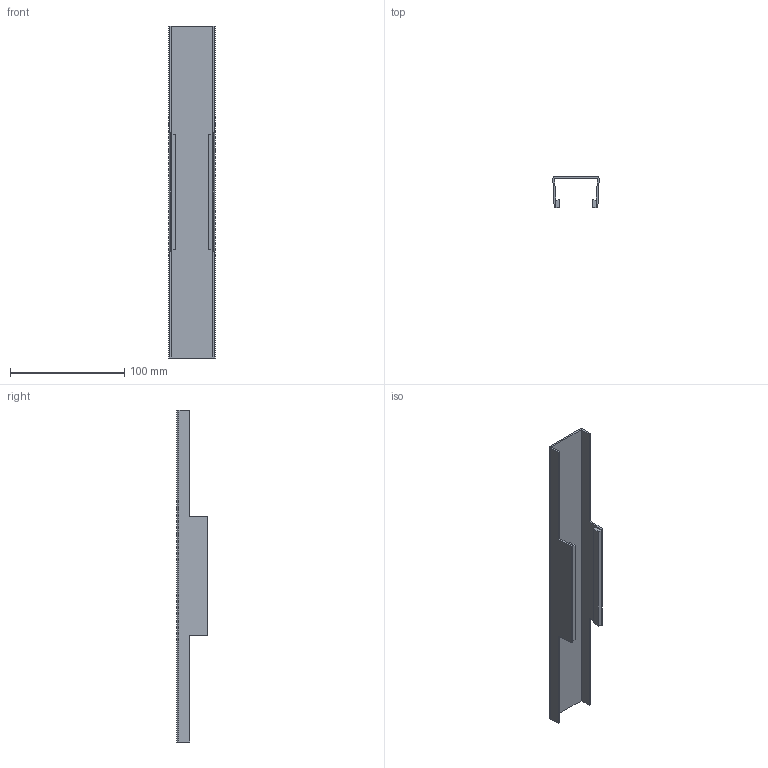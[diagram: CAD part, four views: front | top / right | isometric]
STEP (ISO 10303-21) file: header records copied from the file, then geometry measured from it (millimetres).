
FILE_DESCRIPTION((''),'2;1');
FILE_NAME('215034_ASM','2019-11-11T07:25:45',('pdmadmin'),('BANNER ENGINEERING'),'CREO PARAMETRIC BY PTC INC, 2018300','CREO PARAMETRIC BY PTC INC, 2018300','');
FILE_SCHEMA(('CONFIG_CONTROL_DESIGN'));
Length unit declared in the file: millimetre
Products named in the file (4): 184068_SHIELD; 184067_SHIELD_STRIP; 184068_ASM; 215034_ASM
Assembly tree (4 placements, depth 3):
  215034_ASM
    184068_ASM
      184068_SHIELD
      184067_SHIELD_STRIP  x2
Bounding box: 40.54 x 27 x 290.6 mm (x, y, z)
Volume: 36595.8 mm3; surface area: 46111 mm2
Topology: 3 solids, 3 shells, 42 faces, 92 edges, 56 vertices
Faces by surface type: plane 38, cylinder 4
Entity records: 1094 total; most frequent: DIRECTION 182, CARTESIAN_POINT 175, ORIENTED_EDGE 160, EDGE_CURVE 80, VECTOR 72, LINE 72, AXIS2_PLACEMENT_3D 55, VERTEX_POINT 48
